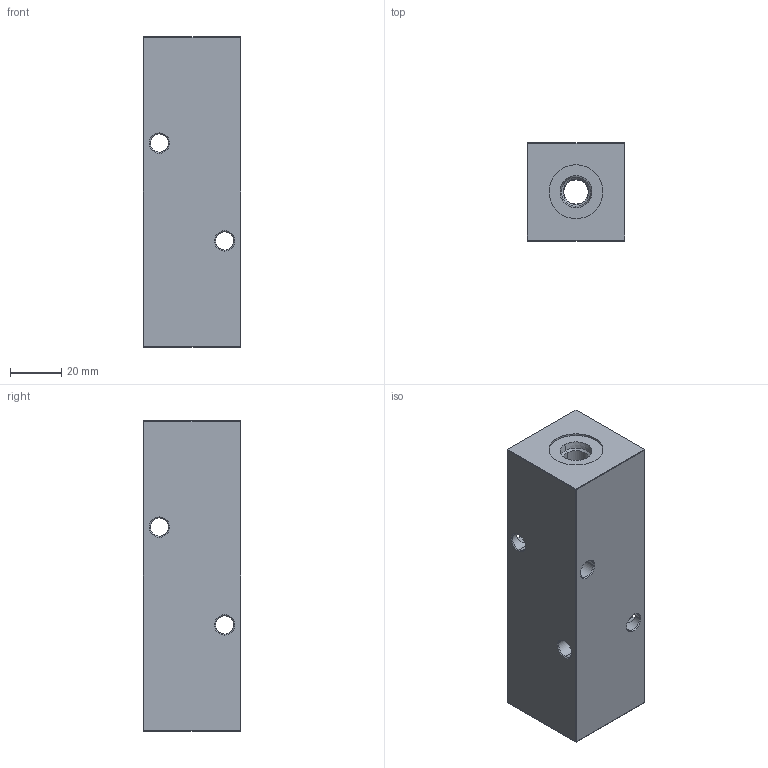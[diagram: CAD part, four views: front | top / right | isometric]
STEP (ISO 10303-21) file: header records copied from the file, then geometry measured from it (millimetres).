
FILE_DESCRIPTION (( 'STEP AP203' ), '1' );
FILE_NAME ('HM-3-0-S-4-2.STEP', '2020-09-28T19:43:32', ( '' ), ( '' ), 'SwSTEP 2.0', 'SolidWorks 2019', '' );
FILE_SCHEMA (( 'CONFIG_CONTROL_DESIGN' ));
Length unit declared in the file: inch
Products named in the file (1): HM-3-0-S-4-2
Bounding box: 38.1 x 38.1 x 120.65 mm (x, y, z)
Volume: 157880.1 mm3; surface area: 28218.6 mm2
Topology: 1 solids, 1 shells, 514 faces, 1326 edges, 854 vertices
Faces by surface type: plane 236, bspline 188, cone 46, cylinder 44
Entity records: 24581 total; most frequent: CARTESIAN_POINT 13251, ORIENTED_EDGE 2652, DIRECTION 1680, EDGE_CURVE 1326, VERTEX_POINT 854, LINE 818, VECTOR 818, EDGE_LOOP 574
